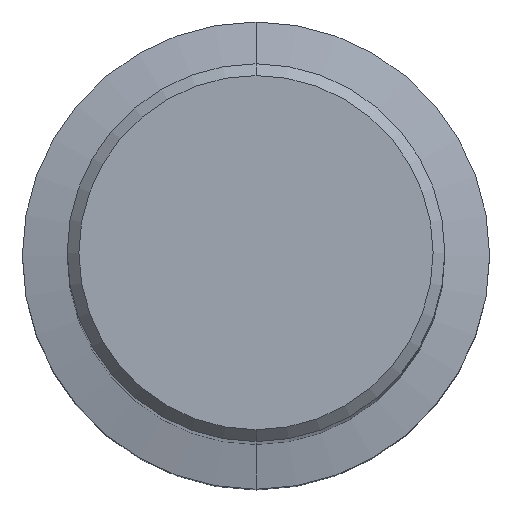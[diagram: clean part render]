
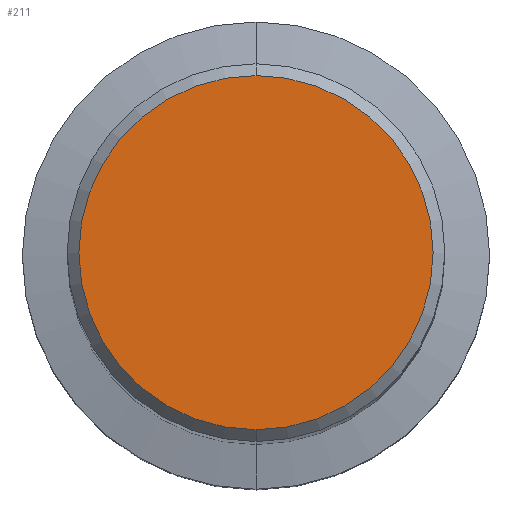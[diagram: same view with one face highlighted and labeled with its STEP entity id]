
A CAD part, top view. The second image highlights one B-rep face of the part: STEP entity #211.
In plain terms, the highlighted planar face has unit normal (0, 0, 1).
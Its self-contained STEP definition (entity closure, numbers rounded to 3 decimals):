
#147=EDGE_CURVE('',#167,#185,#348,.T.);
#167=VERTEX_POINT('',#370);
#175=EDGE_CURVE('',#185,#167,#378,.T.);
#185=VERTEX_POINT('',#388);
#211=ADVANCED_FACE('',(#421),#422,.T.);
#348=CIRCLE('',#578,18.05);
#370=CARTESIAN_POINT('',(0.,-18.05,0.0));
#378=CIRCLE('',#614,18.05);
#388=CARTESIAN_POINT('',(0.0,18.05,0.0));
#421=FACE_OUTER_BOUND('',#667,.T.);
#422=PLANE('',#668);
#578=AXIS2_PLACEMENT_3D('',#832,#833,#834);
#614=AXIS2_PLACEMENT_3D('',#854,#855,#856);
#667=EDGE_LOOP('',(#921,#922));
#668=AXIS2_PLACEMENT_3D('',#923,#924,#925);
#832=CARTESIAN_POINT('',(0.0,0.0,0.0));
#833=DIRECTION('',(0.0,0.0,-1.0));
#834=DIRECTION('',(0.0,1.0,0.0));
#854=CARTESIAN_POINT('',(0.0,0.0,0.0));
#855=DIRECTION('',(0.0,0.0,-1.0));
#856=DIRECTION('',(0.0,1.0,0.0));
#921=ORIENTED_EDGE('',*,*,#175,.F.);
#922=ORIENTED_EDGE('',*,*,#147,.F.);
#923=CARTESIAN_POINT('',(0.0,9.025,0.0));
#924=DIRECTION('',(-0.0,0.0,1.0));
#925=DIRECTION('',(0.0,-1.0,0.0));
